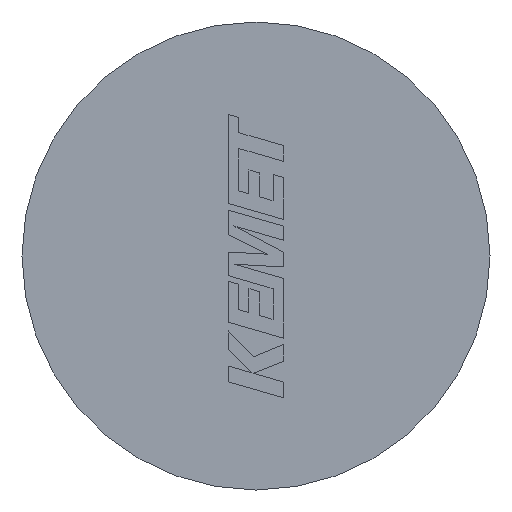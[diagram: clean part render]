
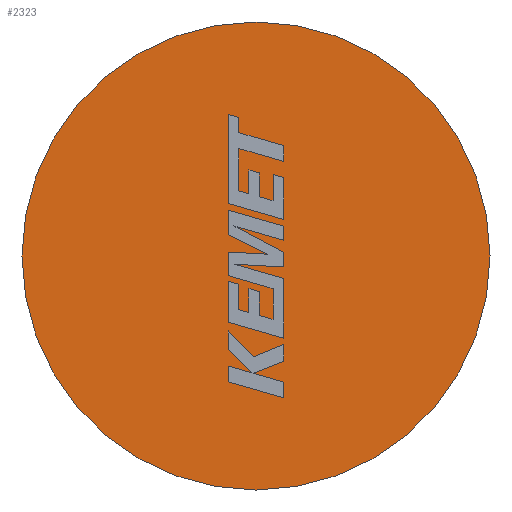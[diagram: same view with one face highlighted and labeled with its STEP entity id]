
A CAD part, left-side view. The second image highlights one B-rep face of the part: STEP entity #2323.
In plain terms, the highlighted planar face has unit normal (-1, 0, 0).
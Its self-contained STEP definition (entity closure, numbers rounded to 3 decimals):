
#132 = DIRECTION ( 'NONE',  ( 1., 0., 0. ) ) ;
#186 = PLANE ( 'NONE',  #3133 ) ;
#403 = ORIENTED_EDGE ( 'NONE', *, *, #1212, .F. ) ;
#510 = CIRCLE ( 'NONE', #2163, 2.75 ) ;
#577 = VERTEX_POINT ( 'NONE', #852 ) ;
#721 = FACE_OUTER_BOUND ( 'NONE', #2282, .T. ) ;
#852 = CARTESIAN_POINT ( 'NONE',  ( 0., 0., -2.75 ) ) ;
#1212 = EDGE_CURVE ( 'NONE', #2769, #577, #510, .T. ) ;
#1255 = CARTESIAN_POINT ( 'NONE',  ( 0., 0., 2.75 ) ) ;
#1280 = CIRCLE ( 'NONE', #1364, 2.75 ) ;
#1364 = AXIS2_PLACEMENT_3D ( 'NONE', #2392, #132, #3535 ) ;
#2163 = AXIS2_PLACEMENT_3D ( 'NONE', #3008, #2728, #3555 ) ;
#2282 = EDGE_LOOP ( 'NONE', ( #403, #3533 ) ) ;
#2323 = ADVANCED_FACE ( 'NONE', ( #721 ), #186, .F. ) ;
#2392 = CARTESIAN_POINT ( 'NONE',  ( 0., 0., 0. ) ) ;
#2724 = EDGE_CURVE ( 'NONE', #577, #2769, #1280, .T. ) ;
#2728 = DIRECTION ( 'NONE',  ( 1., 0., 0. ) ) ;
#2769 = VERTEX_POINT ( 'NONE', #1255 ) ;
#3008 = CARTESIAN_POINT ( 'NONE',  ( 0., 0., 0. ) ) ;
#3133 = AXIS2_PLACEMENT_3D ( 'NONE', #3571, #3332, #3310 ) ;
#3310 = DIRECTION ( 'NONE',  ( 0., 0., -1. ) ) ;
#3332 = DIRECTION ( 'NONE',  ( 1., 0., 0. ) ) ;
#3533 = ORIENTED_EDGE ( 'NONE', *, *, #2724, .F. ) ;
#3535 = DIRECTION ( 'NONE',  ( 0., 0., -1. ) ) ;
#3555 = DIRECTION ( 'NONE',  ( 0., 0., -1. ) ) ;
#3571 = CARTESIAN_POINT ( 'NONE',  ( 0., 0., 0. ) ) ;
